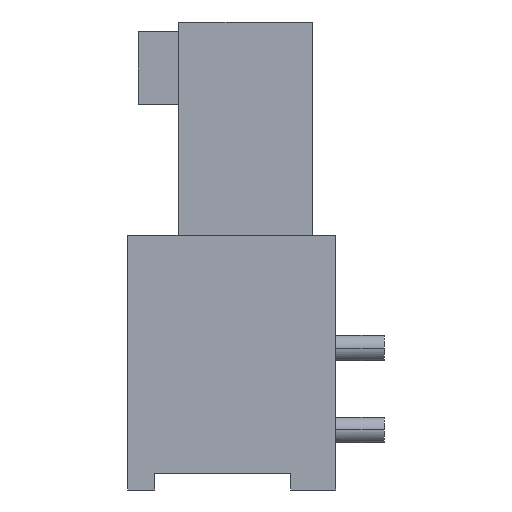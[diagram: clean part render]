
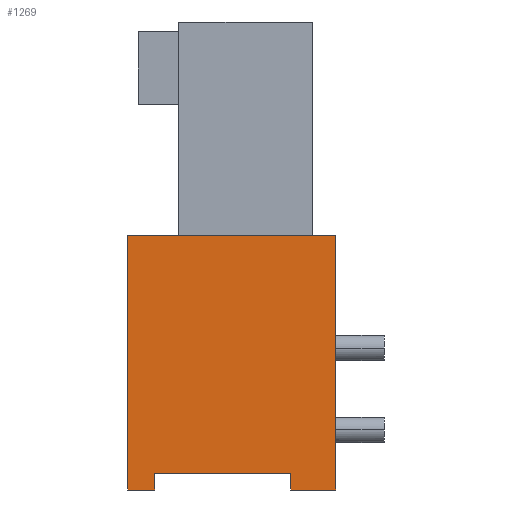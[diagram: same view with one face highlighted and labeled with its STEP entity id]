
A CAD part, left-side view. The second image highlights one B-rep face of the part: STEP entity #1269.
In plain terms, the highlighted planar face has unit normal (-1, 0, 0).
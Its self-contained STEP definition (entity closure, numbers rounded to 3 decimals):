
#1217=AXIS2_PLACEMENT_3D('Plane Axis2P3D',#1214,#1215,#1216) ;
#49=CARTESIAN_POINT('Vertex',(0.,1.5,7.9)) ;
#52=CARTESIAN_POINT('Line Origine',(0.,1.5,3.95)) ;
#56=CARTESIAN_POINT('Vertex',(0.,1.5,0.)) ;
#169=CARTESIAN_POINT('Vertex',(0.,7.95,7.9)) ;
#172=CARTESIAN_POINT('Line Origine',(0.,4.725,7.9)) ;
#1214=CARTESIAN_POINT('Axis2P3D Location',(0.,7.95,7.9)) ;
#1219=CARTESIAN_POINT('Line Origine',(0.,7.11,0.25)) ;
#1223=CARTESIAN_POINT('Vertex',(0.,7.11,0.5)) ;
#1225=CARTESIAN_POINT('Vertex',(0.,7.11,0.)) ;
#1228=CARTESIAN_POINT('Line Origine',(0.,5.001,0.5)) ;
#1232=CARTESIAN_POINT('Vertex',(0.,2.893,0.5)) ;
#1235=CARTESIAN_POINT('Line Origine',(0.,2.893,0.25)) ;
#1239=CARTESIAN_POINT('Vertex',(0.,2.893,0.)) ;
#1242=CARTESIAN_POINT('Line Origine',(0.,2.196,0.)) ;
#1247=CARTESIAN_POINT('Line Origine',(0.,7.95,3.95)) ;
#1251=CARTESIAN_POINT('Vertex',(0.,7.95,0.)) ;
#1254=CARTESIAN_POINT('Line Origine',(0.,7.53,0.)) ;
#53=DIRECTION('Vector Direction',(0.,0.,-1.)) ;
#173=DIRECTION('Vector Direction',(0.,-1.,0.)) ;
#1215=DIRECTION('Axis2P3D Direction',(1.,0.,0.)) ;
#1216=DIRECTION('Axis2P3D XDirection',(0.,-1.,0.)) ;
#1220=DIRECTION('Vector Direction',(0.,0.,-1.)) ;
#1229=DIRECTION('Vector Direction',(0.,1.,0.)) ;
#1236=DIRECTION('Vector Direction',(0.,0.,-1.)) ;
#1243=DIRECTION('Vector Direction',(0.,-1.,0.)) ;
#1248=DIRECTION('Vector Direction',(0.,0.,-1.)) ;
#1255=DIRECTION('Vector Direction',(0.,-1.,0.)) ;
#54=VECTOR('Line Direction',#53,1.) ;
#174=VECTOR('Line Direction',#173,1.) ;
#1221=VECTOR('Line Direction',#1220,1.) ;
#1230=VECTOR('Line Direction',#1229,1.) ;
#1237=VECTOR('Line Direction',#1236,1.) ;
#1244=VECTOR('Line Direction',#1243,1.) ;
#1249=VECTOR('Line Direction',#1248,1.) ;
#1256=VECTOR('Line Direction',#1255,1.) ;
#1260=ORIENTED_EDGE('',*,*,#1227,.F.) ;
#1261=ORIENTED_EDGE('',*,*,#1234,.F.) ;
#1262=ORIENTED_EDGE('',*,*,#1241,.T.) ;
#1263=ORIENTED_EDGE('',*,*,#1246,.T.) ;
#1264=ORIENTED_EDGE('',*,*,#58,.F.) ;
#1265=ORIENTED_EDGE('',*,*,#176,.F.) ;
#1266=ORIENTED_EDGE('',*,*,#1253,.T.) ;
#1267=ORIENTED_EDGE('',*,*,#1258,.T.) ;
#1269=ADVANCED_FACE('HOUSING',(#1268),#1218,.F.) ;
#58=EDGE_CURVE('',#50,#57,#55,.T.) ;
#176=EDGE_CURVE('',#170,#50,#175,.T.) ;
#1227=EDGE_CURVE('',#1224,#1226,#1222,.T.) ;
#1234=EDGE_CURVE('',#1233,#1224,#1231,.T.) ;
#1241=EDGE_CURVE('',#1233,#1240,#1238,.T.) ;
#1246=EDGE_CURVE('',#1240,#57,#1245,.T.) ;
#1253=EDGE_CURVE('',#170,#1252,#1250,.T.) ;
#1258=EDGE_CURVE('',#1252,#1226,#1257,.T.) ;
#1259=EDGE_LOOP('',(#1260,#1261,#1262,#1263,#1264,#1265,#1266,#1267)) ;
#1268=FACE_OUTER_BOUND('',#1259,.T.) ;
#55=LINE('Line',#52,#54) ;
#175=LINE('Line',#172,#174) ;
#1222=LINE('Line',#1219,#1221) ;
#1231=LINE('Line',#1228,#1230) ;
#1238=LINE('Line',#1235,#1237) ;
#1245=LINE('Line',#1242,#1244) ;
#1250=LINE('Line',#1247,#1249) ;
#1257=LINE('Line',#1254,#1256) ;
#1218=PLANE('',#1217) ;
#50=VERTEX_POINT('',#49) ;
#57=VERTEX_POINT('',#56) ;
#170=VERTEX_POINT('',#169) ;
#1224=VERTEX_POINT('',#1223) ;
#1226=VERTEX_POINT('',#1225) ;
#1233=VERTEX_POINT('',#1232) ;
#1240=VERTEX_POINT('',#1239) ;
#1252=VERTEX_POINT('',#1251) ;
